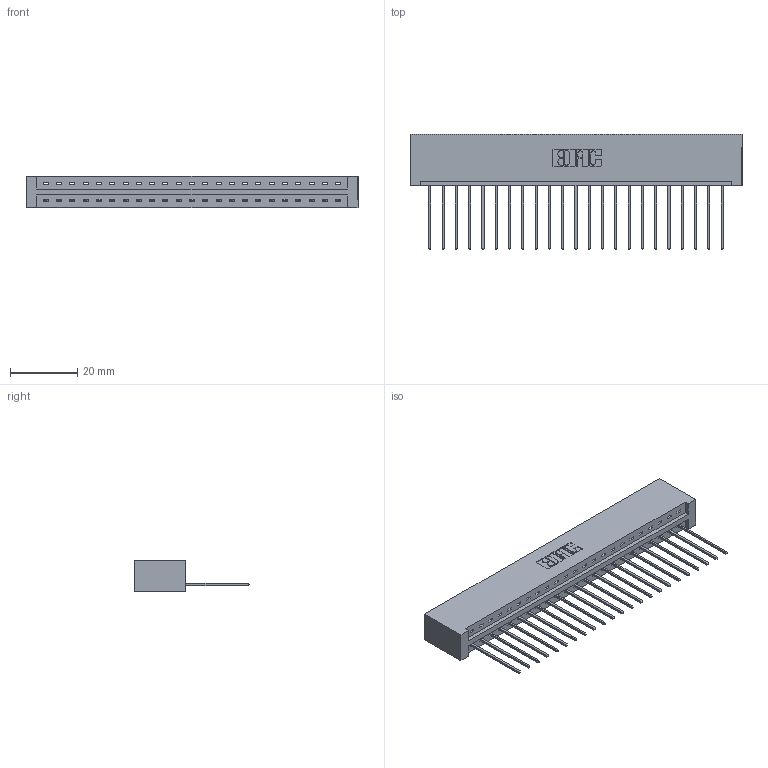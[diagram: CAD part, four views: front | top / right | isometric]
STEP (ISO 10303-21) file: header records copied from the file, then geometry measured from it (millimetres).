
FILE_DESCRIPTION (( 'STEP AP203' ), '1' );
FILE_NAME ('337-023-541-101.STEP', '2019-09-30T14:45:52', ( '' ), ( '' ), 'SwSTEP 2.0', 'SolidWorks 2016', '' );
FILE_SCHEMA (( 'CONFIG_CONTROL_DESIGN' ));
Length unit declared in the file: inch
Products named in the file (3): 337-023-541-101; 337 Part_No Mounting Lugs; 345-292-001_345-293-141
Assembly tree (24 placements, depth 2):
  337-023-541-101
    337 Part_No Mounting Lugs
    345-292-001_345-293-141  x23
Bounding box: 99.01 x 34.3 x 9.4 mm (x, y, z)
Volume: 10867.2 mm3; surface area: 11572.5 mm2
Topology: 24 solids, 24 shells, 1532 faces, 4611 edges, 3042 vertices
Faces by surface type: plane 1124, cylinder 408
Entity records: 19295 total; most frequent: CARTESIAN_POINT 3367, ORIENTED_EDGE 3326, DIRECTION 2865, EDGE_CURVE 1663, VECTOR 1543, LINE 1543, VERTEX_POINT 1106, AXIS2_PLACEMENT_3D 661
